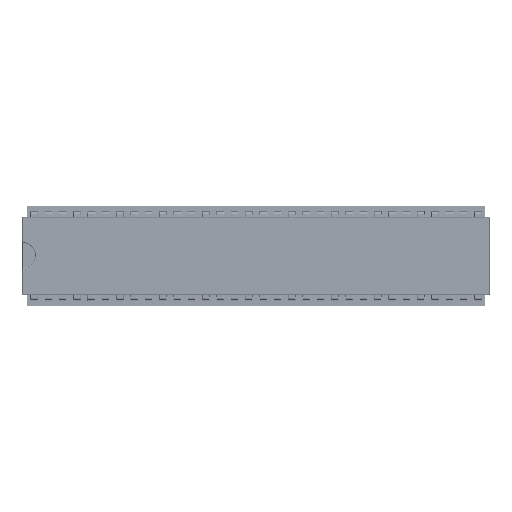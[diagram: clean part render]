
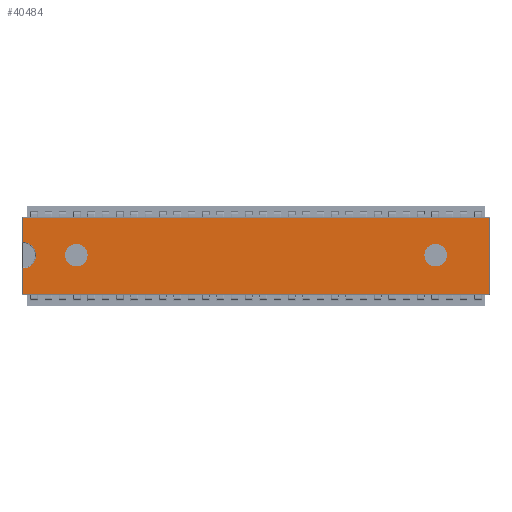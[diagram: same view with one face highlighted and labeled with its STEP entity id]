
A CAD part, top view. The second image highlights one B-rep face of the part: STEP entity #40484.
In plain terms, the highlighted planar face has unit normal (0, 0, 1).
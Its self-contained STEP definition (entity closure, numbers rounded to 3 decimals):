
#767=FACE_BOUND('',#6608,.T.);
#768=FACE_BOUND('',#6609,.T.);
#2438=PLANE('',#43315);
#4533=FACE_OUTER_BOUND('',#6607,.T.);
#6607=EDGE_LOOP('',(#36532,#36533,#36534,#36535,#36536,#36537));
#6608=EDGE_LOOP('',(#36538));
#6609=EDGE_LOOP('',(#36539));
#11315=LINE('',#68383,#16028);
#11316=LINE('',#68387,#16029);
#11317=LINE('',#68389,#16030);
#11318=LINE('',#68391,#16031);
#11319=LINE('',#68392,#16032);
#16028=VECTOR('',#53364,10.);
#16029=VECTOR('',#53369,10.);
#16030=VECTOR('',#53370,10.);
#16031=VECTOR('',#53371,10.);
#16032=VECTOR('',#53372,10.);
#16766=CIRCLE('',#43305,2.35);
#16771=CIRCLE('',#43316,2.);
#16772=CIRCLE('',#43317,2.);
#20552=VERTEX_POINT('',#68339);
#20553=VERTEX_POINT('',#68341);
#20559=VERTEX_POINT('',#68382);
#20560=VERTEX_POINT('',#68386);
#20561=VERTEX_POINT('',#68388);
#20562=VERTEX_POINT('',#68390);
#20563=VERTEX_POINT('',#68393);
#20564=VERTEX_POINT('',#68395);
#26191=EDGE_CURVE('',#20553,#20552,#16766,.T.);
#26201=EDGE_CURVE('',#20552,#20559,#11315,.T.);
#26203=EDGE_CURVE('',#20560,#20553,#11316,.T.);
#26204=EDGE_CURVE('',#20561,#20560,#11317,.T.);
#26205=EDGE_CURVE('',#20562,#20561,#11318,.T.);
#26206=EDGE_CURVE('',#20559,#20562,#11319,.T.);
#26207=EDGE_CURVE('',#20563,#20563,#16771,.T.);
#26208=EDGE_CURVE('',#20564,#20564,#16772,.T.);
#36532=ORIENTED_EDGE('',*,*,#26191,.F.);
#36533=ORIENTED_EDGE('',*,*,#26203,.F.);
#36534=ORIENTED_EDGE('',*,*,#26204,.F.);
#36535=ORIENTED_EDGE('',*,*,#26205,.F.);
#36536=ORIENTED_EDGE('',*,*,#26206,.F.);
#36537=ORIENTED_EDGE('',*,*,#26201,.F.);
#36538=ORIENTED_EDGE('',*,*,#26207,.T.);
#36539=ORIENTED_EDGE('',*,*,#26208,.T.);
#40484=ADVANCED_FACE('',(#4533,#767,#768),#2438,.T.);
#43305=AXIS2_PLACEMENT_3D('',#68343,#53341,#53342);
#43315=AXIS2_PLACEMENT_3D('',#68385,#53367,#53368);
#43316=AXIS2_PLACEMENT_3D('',#68394,#53373,#53374);
#43317=AXIS2_PLACEMENT_3D('',#68396,#53375,#53376);
#53341=DIRECTION('center_axis',(0.,0.,1.));
#53342=DIRECTION('ref_axis',(1.,0.,0.));
#53364=DIRECTION('',(0.,1.,0.));
#53367=DIRECTION('center_axis',(0.,0.,1.));
#53368=DIRECTION('ref_axis',(1.,0.,0.));
#53369=DIRECTION('',(0.,1.,0.));
#53370=DIRECTION('',(-1.,0.,0.));
#53371=DIRECTION('',(0.,-1.,0.));
#53372=DIRECTION('',(1.,0.,0.));
#53373=DIRECTION('center_axis',(0.,0.,-1.));
#53374=DIRECTION('ref_axis',(-1.,0.,0.));
#53375=DIRECTION('center_axis',(0.,0.,-1.));
#53376=DIRECTION('ref_axis',(-1.,0.,0.));
#68339=CARTESIAN_POINT('',(-0.772,10.383,3.85));
#68341=CARTESIAN_POINT('',(-0.772,5.686,3.85));
#68343=CARTESIAN_POINT('Origin',(-0.865,8.035,3.85));
#68382=CARTESIAN_POINT('',(-0.772,14.572,3.85));
#68383=CARTESIAN_POINT('',(-0.772,9.625,3.85));
#68385=CARTESIAN_POINT('Origin',(40.5,7.9,3.85));
#68386=CARTESIAN_POINT('',(-0.772,1.228,3.85));
#68387=CARTESIAN_POINT('',(-0.772,9.625,3.85));
#68388=CARTESIAN_POINT('',(81.772,1.228,3.85));
#68389=CARTESIAN_POINT('',(30.125,1.228,3.85));
#68390=CARTESIAN_POINT('',(81.772,14.572,3.85));
#68391=CARTESIAN_POINT('',(81.772,6.175,3.85));
#68392=CARTESIAN_POINT('',(50.875,14.572,3.85));
#68393=CARTESIAN_POINT('',(74.365,8.035,3.85));
#68394=CARTESIAN_POINT('Origin',(72.365,8.035,3.85));
#68395=CARTESIAN_POINT('',(10.635,8.035,3.85));
#68396=CARTESIAN_POINT('Origin',(8.635,8.035,3.85));
